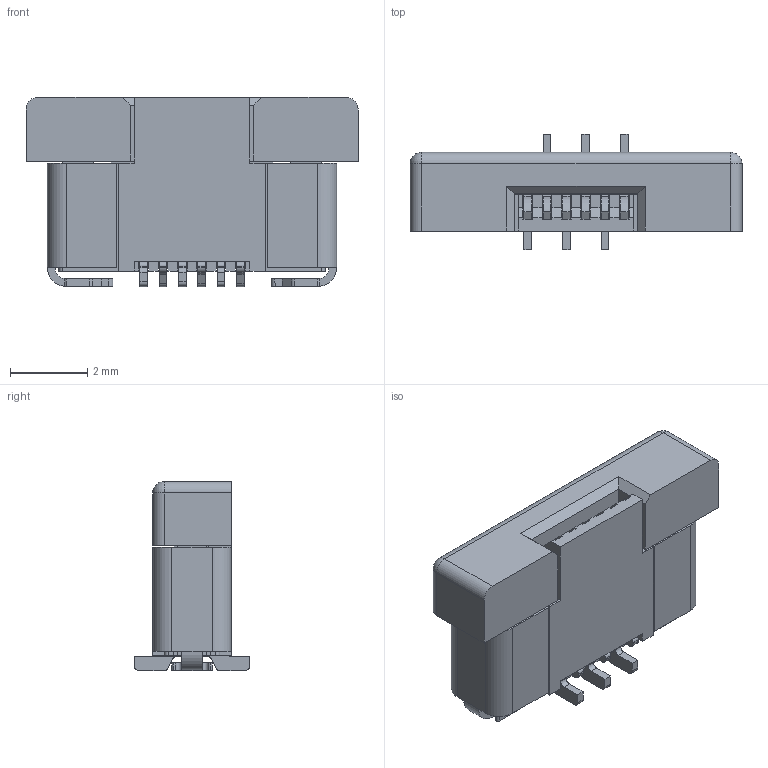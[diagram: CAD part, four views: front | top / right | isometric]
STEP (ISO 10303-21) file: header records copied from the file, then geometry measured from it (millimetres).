
FILE_DESCRIPTION (( 'STEP AP214' ), '1' );
FILE_NAME ('FPC-SMD_6P-P0.50_AFC11-S06ICA-00.step', '2022-07-06T11:54:38', ( '' ), ( '' ), 'SwSTEP 2.0', 'SolidWorks 2020', '' );
FILE_SCHEMA (( 'AUTOMOTIVE_DESIGN' ));
Length unit declared in the file: millimetre
Products named in the file (1): FPC-SMD_6P-P0.50_AFC11-S06ICA-00
Bounding box: 8.6 x 3 x 4.9 mm (x, y, z)
Volume: 59.4 mm3; surface area: 341.4 mm2
Topology: 7 solids, 7 shells, 821 faces, 2304 edges, 1506 vertices
Faces by surface type: plane 537, bspline 146, cylinder 136, sphere 2
Entity records: 36530 total; most frequent: CARTESIAN_POINT 8424, ORIENTED_EDGE 4604, DIRECTION 3582, EDGE_CURVE 2302, VECTOR 1750, LINE 1750, VERTEX_POINT 1506, AXIS2_PLACEMENT_3D 916
